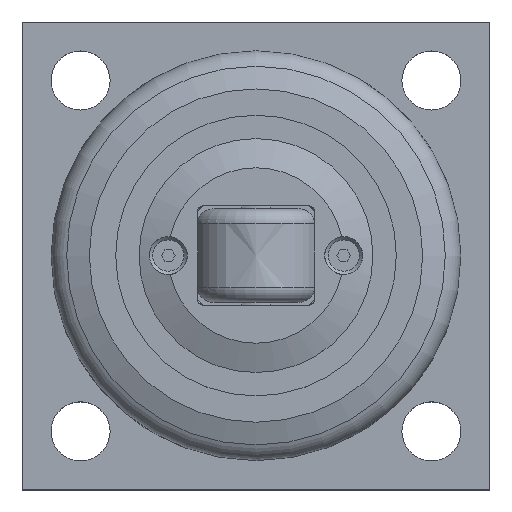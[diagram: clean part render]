
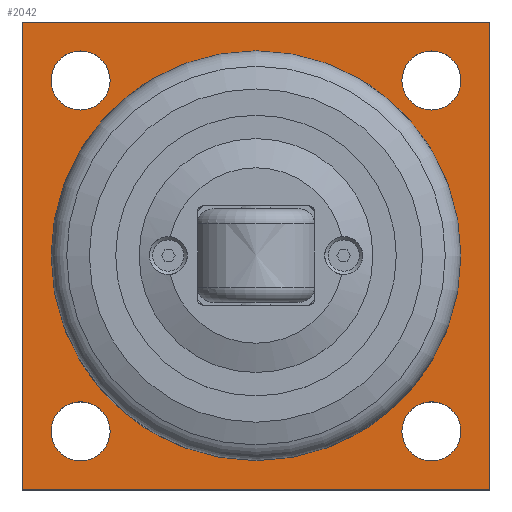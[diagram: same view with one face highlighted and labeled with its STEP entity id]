
A CAD part, top view. The second image highlights one B-rep face of the part: STEP entity #2042.
In plain terms, the highlighted planar face has unit normal (0, 0, 1).
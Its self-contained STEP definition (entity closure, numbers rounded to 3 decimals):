
#66=FACE_BOUND('',#370,.T.);
#67=FACE_BOUND('',#371,.T.);
#68=FACE_BOUND('',#372,.T.);
#69=FACE_BOUND('',#373,.T.);
#70=FACE_BOUND('',#374,.T.);
#123=PLANE('',#2303);
#242=FACE_OUTER_BOUND('',#369,.T.);
#369=EDGE_LOOP('',(#1878,#1879,#1880,#1881));
#370=EDGE_LOOP('',(#1882));
#371=EDGE_LOOP('',(#1883,#1884));
#372=EDGE_LOOP('',(#1885,#1886));
#373=EDGE_LOOP('',(#1887,#1888));
#374=EDGE_LOOP('',(#1889,#1890));
#500=LINE('',#3808,#637);
#504=LINE('',#3816,#641);
#507=LINE('',#3822,#644);
#510=LINE('',#3827,#647);
#637=VECTOR('',#2901,10.);
#641=VECTOR('',#2907,10.);
#644=VECTOR('',#2912,10.);
#647=VECTOR('',#2917,10.);
#769=CIRCLE('',#2274,23.5);
#775=CIRCLE('',#2283,5.053);
#776=CIRCLE('',#2284,5.053);
#778=CIRCLE('',#2287,5.053);
#779=CIRCLE('',#2288,5.053);
#781=CIRCLE('',#2291,5.053);
#782=CIRCLE('',#2292,5.053);
#784=CIRCLE('',#2295,5.053);
#785=CIRCLE('',#2296,5.053);
#965=VERTEX_POINT('',#3757);
#971=VERTEX_POINT('',#3774);
#972=VERTEX_POINT('',#3775);
#974=VERTEX_POINT('',#3782);
#975=VERTEX_POINT('',#3783);
#977=VERTEX_POINT('',#3790);
#978=VERTEX_POINT('',#3791);
#980=VERTEX_POINT('',#3798);
#981=VERTEX_POINT('',#3799);
#983=VERTEX_POINT('',#3806);
#984=VERTEX_POINT('',#3807);
#987=VERTEX_POINT('',#3815);
#989=VERTEX_POINT('',#3821);
#1257=EDGE_CURVE('',#965,#965,#769,.T.);
#1264=EDGE_CURVE('',#971,#972,#775,.T.);
#1265=EDGE_CURVE('',#972,#971,#776,.T.);
#1268=EDGE_CURVE('',#974,#975,#778,.T.);
#1269=EDGE_CURVE('',#975,#974,#779,.T.);
#1272=EDGE_CURVE('',#977,#978,#781,.T.);
#1273=EDGE_CURVE('',#978,#977,#782,.T.);
#1276=EDGE_CURVE('',#980,#981,#784,.T.);
#1277=EDGE_CURVE('',#981,#980,#785,.T.);
#1280=EDGE_CURVE('',#983,#984,#500,.T.);
#1284=EDGE_CURVE('',#984,#987,#504,.T.);
#1287=EDGE_CURVE('',#987,#989,#507,.T.);
#1290=EDGE_CURVE('',#989,#983,#510,.T.);
#1878=ORIENTED_EDGE('',*,*,#1280,.F.);
#1879=ORIENTED_EDGE('',*,*,#1290,.F.);
#1880=ORIENTED_EDGE('',*,*,#1287,.F.);
#1881=ORIENTED_EDGE('',*,*,#1284,.F.);
#1882=ORIENTED_EDGE('',*,*,#1257,.T.);
#1883=ORIENTED_EDGE('',*,*,#1264,.T.);
#1884=ORIENTED_EDGE('',*,*,#1265,.T.);
#1885=ORIENTED_EDGE('',*,*,#1268,.T.);
#1886=ORIENTED_EDGE('',*,*,#1269,.T.);
#1887=ORIENTED_EDGE('',*,*,#1272,.T.);
#1888=ORIENTED_EDGE('',*,*,#1273,.T.);
#1889=ORIENTED_EDGE('',*,*,#1276,.T.);
#1890=ORIENTED_EDGE('',*,*,#1277,.T.);
#2042=ADVANCED_FACE('',(#242,#66,#67,#68,#69,#70),#123,.T.);
#2274=AXIS2_PLACEMENT_3D('',#3759,#2846,#2847);
#2283=AXIS2_PLACEMENT_3D('',#3776,#2865,#2866);
#2284=AXIS2_PLACEMENT_3D('',#3777,#2867,#2868);
#2287=AXIS2_PLACEMENT_3D('',#3784,#2874,#2875);
#2288=AXIS2_PLACEMENT_3D('',#3785,#2876,#2877);
#2291=AXIS2_PLACEMENT_3D('',#3792,#2883,#2884);
#2292=AXIS2_PLACEMENT_3D('',#3793,#2885,#2886);
#2295=AXIS2_PLACEMENT_3D('',#3800,#2892,#2893);
#2296=AXIS2_PLACEMENT_3D('',#3801,#2894,#2895);
#2303=AXIS2_PLACEMENT_3D('',#3830,#2921,#2922);
#2846=DIRECTION('center_axis',(0.,0.,-1.));
#2847=DIRECTION('ref_axis',(-1.,0.,0.));
#2865=DIRECTION('center_axis',(0.,0.,-1.));
#2866=DIRECTION('ref_axis',(1.,0.,0.));
#2867=DIRECTION('center_axis',(0.,0.,-1.));
#2868=DIRECTION('ref_axis',(1.,0.,0.));
#2874=DIRECTION('center_axis',(0.,0.,-1.));
#2875=DIRECTION('ref_axis',(1.,0.,0.));
#2876=DIRECTION('center_axis',(0.,0.,-1.));
#2877=DIRECTION('ref_axis',(1.,0.,0.));
#2883=DIRECTION('center_axis',(0.,0.,-1.));
#2884=DIRECTION('ref_axis',(1.,0.,0.));
#2885=DIRECTION('center_axis',(0.,0.,-1.));
#2886=DIRECTION('ref_axis',(1.,0.,0.));
#2892=DIRECTION('center_axis',(0.,0.,-1.));
#2893=DIRECTION('ref_axis',(1.,0.,0.));
#2894=DIRECTION('center_axis',(0.,0.,-1.));
#2895=DIRECTION('ref_axis',(1.,0.,0.));
#2901=DIRECTION('',(0.,1.,0.));
#2907=DIRECTION('',(1.,0.,0.));
#2912=DIRECTION('',(0.,-1.,0.));
#2917=DIRECTION('',(-1.,0.,0.));
#2921=DIRECTION('center_axis',(0.,0.,1.));
#2922=DIRECTION('ref_axis',(1.,0.,0.));
#3757=CARTESIAN_POINT('',(63.5,40.,15.));
#3759=CARTESIAN_POINT('Origin',(40.,40.,15.));
#3774=CARTESIAN_POINT('',(15.053,10.,15.));
#3775=CARTESIAN_POINT('',(4.947,10.,15.));
#3776=CARTESIAN_POINT('Origin',(10.,10.,15.));
#3777=CARTESIAN_POINT('Origin',(10.,10.,15.));
#3782=CARTESIAN_POINT('',(75.053,10.,15.));
#3783=CARTESIAN_POINT('',(64.947,10.,15.));
#3784=CARTESIAN_POINT('Origin',(70.,10.,15.));
#3785=CARTESIAN_POINT('Origin',(70.,10.,15.));
#3790=CARTESIAN_POINT('',(75.053,70.,15.));
#3791=CARTESIAN_POINT('',(64.947,70.,15.));
#3792=CARTESIAN_POINT('Origin',(70.,70.,15.));
#3793=CARTESIAN_POINT('Origin',(70.,70.,15.));
#3798=CARTESIAN_POINT('',(15.053,70.,15.));
#3799=CARTESIAN_POINT('',(4.947,70.,15.));
#3800=CARTESIAN_POINT('Origin',(10.,70.,15.));
#3801=CARTESIAN_POINT('Origin',(10.,70.,15.));
#3806=CARTESIAN_POINT('',(0.,0.,15.));
#3807=CARTESIAN_POINT('',(0.,80.,15.));
#3808=CARTESIAN_POINT('',(0.,80.,15.));
#3815=CARTESIAN_POINT('',(80.,80.,15.));
#3816=CARTESIAN_POINT('',(80.,80.,15.));
#3821=CARTESIAN_POINT('',(80.,0.,15.));
#3822=CARTESIAN_POINT('',(80.,0.,15.));
#3827=CARTESIAN_POINT('',(0.,0.,15.));
#3830=CARTESIAN_POINT('Origin',(40.,40.,15.));
